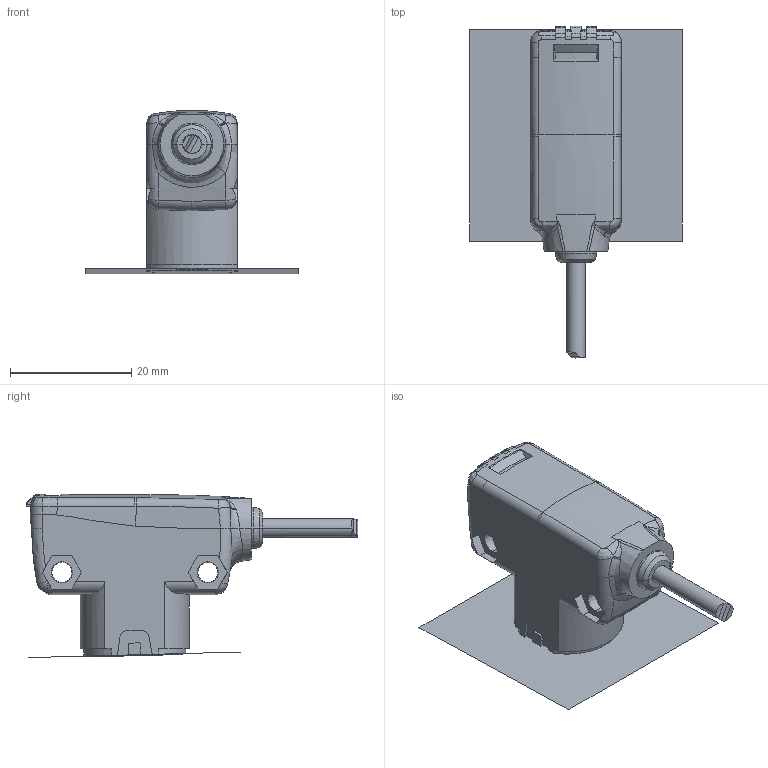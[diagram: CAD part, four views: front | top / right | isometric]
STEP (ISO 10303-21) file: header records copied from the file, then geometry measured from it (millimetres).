
FILE_DESCRIPTION((''),'2;1');
FILE_NAME('DB_CAD7058','2021-12-17T09:09:02',('tiniedziel'),(''),'CREO PARAMETRIC BY PTC INC, 2019292','CREO PARAMETRIC BY PTC INC, 2019292','');
FILE_SCHEMA(('CONFIG_CONTROL_DESIGN','SHAPE_APPEARANCE_LAYERS_GROUPS'));
Length unit declared in the file: millimetre
Products named in the file (1): DB_CAD7058
Bounding box: 35 x 54.8 x 26.94 mm (x, y, z)
Volume: 10046.1 mm3; surface area: 4817.9 mm2
Topology: 1 solids, 3 shells, 267 faces, 747 edges, 506 vertices
Faces by surface type: plane 102, cylinder 59, bspline 45, torus 34, cone 23, sphere 4
Entity records: 16717 total; most frequent: CARTESIAN_POINT 4818, ORIENTED_EDGE 1438, DIRECTION 1135, PRESENTATION_STYLE_ASSIGNMENT 1018, STYLED_ITEM 752, CURVE_STYLE 749, EDGE_CURVE 721, FILL_AREA_STYLE_COLOUR 535
